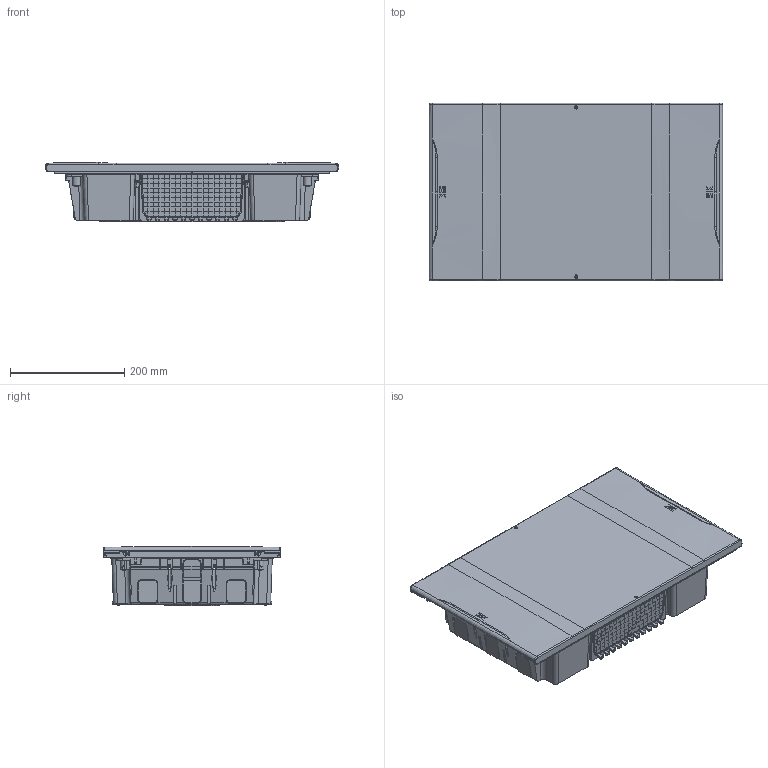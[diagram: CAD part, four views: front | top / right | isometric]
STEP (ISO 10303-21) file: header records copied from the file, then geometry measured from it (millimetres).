
FILE_DESCRIPTION (( 'STEP AP203' ), '1' );
FILE_NAME ('KR5-KP12-V-18-41 KREPTA 5 Êîðïóñ ïë ÙÐÂ-Ï-18 IP41 IEK.STEP', '2023-06-29T10:02:26', ( '' ), ( '' ), 'SwSTEP 2.0', 'SolidWorks 2022', '' );
FILE_SCHEMA (( 'CONFIG_CONTROL_DESIGN' ));
Products named in the file (1): KR5-KP12-V-18-41 KREPTA 5 Корпус пл ЩРВ-П-18 IP41 IEK
Bounding box: 513.38 x 311.14 x 103.38 mm (x, y, z)
Volume: 1369621 mm3; surface area: 1280524.7 mm2
Topology: 10 solids, 10 shells, 6617 faces, 17416 edges, 10728 vertices
Faces by surface type: plane 4087, cylinder 976, bspline 790, cone 488, torus 208, sphere 68
Entity records: 243906 total; most frequent: CARTESIAN_POINT 93305, ORIENTED_EDGE 34744, DIRECTION 26849, EDGE_CURVE 17372, VERTEX_POINT 10728, LINE 10593, VECTOR 10593, AXIS2_PLACEMENT_3D 8128
